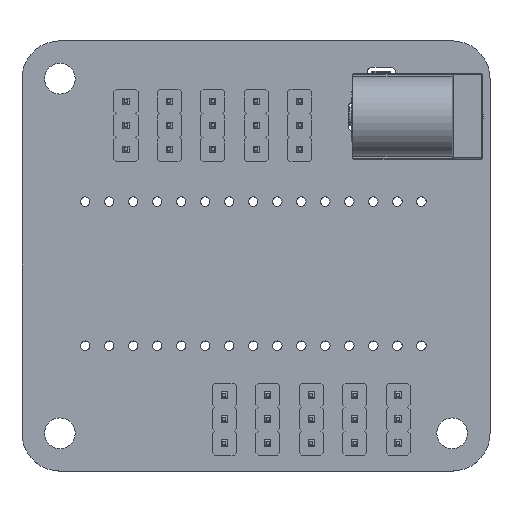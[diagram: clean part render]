
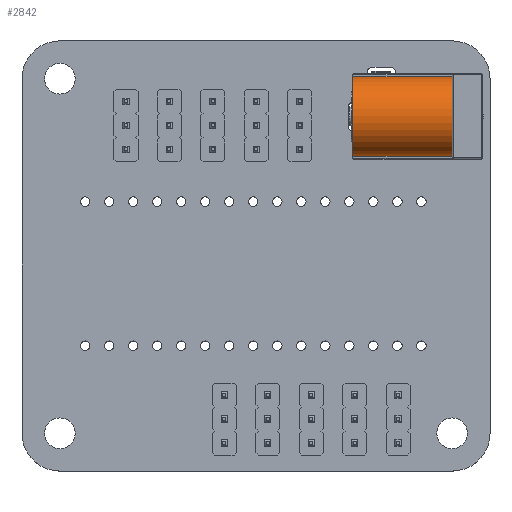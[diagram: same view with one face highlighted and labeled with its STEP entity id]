
A CAD part, top view. The second image highlights one B-rep face of the part: STEP entity #2842.
In plain terms, the highlighted cylindrical face has radius 4.2 mm (diameter 8.4 mm), a partial arc.
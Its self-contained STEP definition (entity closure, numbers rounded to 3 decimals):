
#2311 = VERTEX_POINT('',#2312);
#2312 = CARTESIAN_POINT('',(-10.5,0.,10.6));
#2507 = EDGE_CURVE('',#2311,#2508,#2510,.T.);
#2508 = VERTEX_POINT('',#2509);
#2509 = CARTESIAN_POINT('',(-10.5,4.2,6.4));
#2510 = CIRCLE('',#2511,4.2);
#2511 = AXIS2_PLACEMENT_3D('',#2512,#2513,#2514);
#2512 = CARTESIAN_POINT('',(-10.5,0.,6.4));
#2513 = DIRECTION('',(-1.,0.,0.));
#2514 = DIRECTION('',(0.,-1.,0.));
#2548 = VERTEX_POINT('',#2549);
#2549 = CARTESIAN_POINT('',(-10.5,-4.2,6.4));
#2555 = EDGE_CURVE('',#2548,#2311,#2556,.T.);
#2556 = CIRCLE('',#2557,4.2);
#2557 = AXIS2_PLACEMENT_3D('',#2558,#2559,#2560);
#2558 = CARTESIAN_POINT('',(-10.5,0.,6.4));
#2559 = DIRECTION('',(-1.,0.,0.));
#2560 = DIRECTION('',(0.,-1.,0.));
#2816 = VERTEX_POINT('',#2817);
#2817 = CARTESIAN_POINT('',(0.,4.2,6.4));
#2825 = EDGE_CURVE('',#2816,#2508,#2826,.T.);
#2826 = LINE('',#2827,#2828);
#2827 = CARTESIAN_POINT('',(0.,4.2,6.4));
#2828 = VECTOR('',#2829,1.);
#2829 = DIRECTION('',(-1.,0.,0.));
#2842 = ADVANCED_FACE('',(#2843),#2863,.T.);
#2843 = FACE_BOUND('',#2844,.T.);
#2844 = EDGE_LOOP('',(#2845,#2854,#2855,#2856,#2857));
#2845 = ORIENTED_EDGE('',*,*,#2846,.T.);
#2846 = EDGE_CURVE('',#2847,#2816,#2849,.T.);
#2847 = VERTEX_POINT('',#2848);
#2848 = CARTESIAN_POINT('',(0.,-4.2,6.4));
#2849 = CIRCLE('',#2850,4.2);
#2850 = AXIS2_PLACEMENT_3D('',#2851,#2852,#2853);
#2851 = CARTESIAN_POINT('',(0.,0.,6.4));
#2852 = DIRECTION('',(-1.,0.,0.));
#2853 = DIRECTION('',(0.,-1.,0.));
#2854 = ORIENTED_EDGE('',*,*,#2825,.T.);
#2855 = ORIENTED_EDGE('',*,*,#2507,.F.);
#2856 = ORIENTED_EDGE('',*,*,#2555,.F.);
#2857 = ORIENTED_EDGE('',*,*,#2858,.F.);
#2858 = EDGE_CURVE('',#2847,#2548,#2859,.T.);
#2859 = LINE('',#2860,#2861);
#2860 = CARTESIAN_POINT('',(0.,-4.2,6.4));
#2861 = VECTOR('',#2862,1.);
#2862 = DIRECTION('',(-1.,0.,0.));
#2863 = CYLINDRICAL_SURFACE('',#2864,4.2);
#2864 = AXIS2_PLACEMENT_3D('',#2865,#2866,#2867);
#2865 = CARTESIAN_POINT('',(0.,0.,6.4));
#2866 = DIRECTION('',(1.,0.,0.));
#2867 = DIRECTION('',(0.,-1.,0.));
